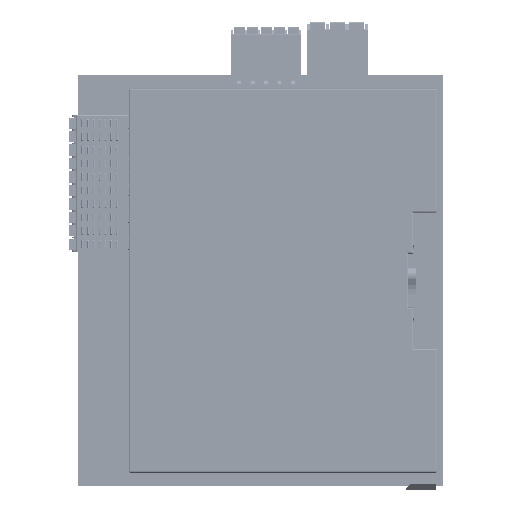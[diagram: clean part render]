
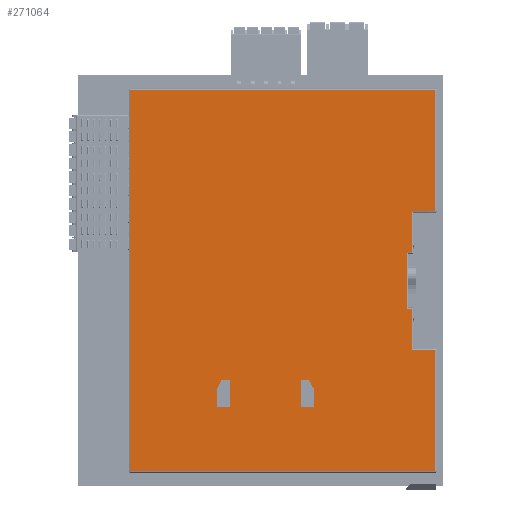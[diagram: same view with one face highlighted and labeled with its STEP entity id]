
A CAD part, left-side view. The second image highlights one B-rep face of the part: STEP entity #271064.
In plain terms, the highlighted planar face has unit normal (-1, 0, 0).
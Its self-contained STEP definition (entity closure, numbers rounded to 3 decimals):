
#201682=DIRECTION('',(0.,-1.,0.));
#201683=VECTOR('',#201682,79.4);
#201684=CARTESIAN_POINT('',(-15.,79.8,-49.6));
#201685=LINE('',#201684,#201683);
#201705=DIRECTION('',(0.,0.,1.));
#201706=VECTOR('',#201705,31.5);
#201707=CARTESIAN_POINT('',(-15.,0.4,-49.6));
#201708=LINE('',#201707,#201706);
#201724=DIRECTION('',(0.,1.,0.));
#201725=VECTOR('',#201724,6.1);
#201726=CARTESIAN_POINT('',(-15.,0.4,-18.1));
#201727=LINE('',#201726,#201725);
#201741=DIRECTION('',(0.,0.472,
-0.882));
#201742=VECTOR('',#201741,2.549);
#201743=CARTESIAN_POINT('',(-15.,56.081,-26.));
#201744=LINE('',#201743,#201742);
#201745=DIRECTION('',(0.,0.472,0.882));
#201746=VECTOR('',#201745,2.549);
#201747=CARTESIAN_POINT('',(-15.,32.017,-28.248));
#201748=LINE('',#201747,#201746);
#201749=DIRECTION('',(0.,0.,1.));
#201750=VECTOR('',#201749,31.5);
#201751=CARTESIAN_POINT('',(-15.,0.4,18.1));
#201752=LINE('',#201751,#201750);
#207220=DIRECTION('',(0.,-1.,0.));
#207221=VECTOR('',#207220,1.3);
#207222=CARTESIAN_POINT('',(-15.,7.8,7.4));
#207223=LINE('',#207222,#207221);
#207233=DIRECTION('',(0.,0.,1.));
#207234=VECTOR('',#207233,14.8);
#207235=CARTESIAN_POINT('',(-15.,7.8,-7.4));
#207236=LINE('',#207235,#207234);
#207250=DIRECTION('',(0.,1.,0.));
#207251=VECTOR('',#207250,1.3);
#207252=CARTESIAN_POINT('',(-15.,6.5,-7.4));
#207253=LINE('',#207252,#207251);
#207307=DIRECTION('',(0.,0.,1.));
#207308=VECTOR('',#207307,10.7);
#207309=CARTESIAN_POINT('',(-15.,6.5,-18.1));
#207310=LINE('',#207309,#207308);
#207311=DIRECTION('',(0.,0.,1.));
#207312=VECTOR('',#207311,10.7);
#207313=CARTESIAN_POINT('',(-15.,6.5,7.4));
#207314=LINE('',#207313,#207312);
#207332=DIRECTION('',(0.,-1.,0.));
#207333=VECTOR('',#207332,6.1);
#207334=CARTESIAN_POINT('',(-15.,6.5,18.1));
#207335=LINE('',#207334,#207333);
#220172=DIRECTION('',(0.,1.,0.));
#220173=VECTOR('',#220172,79.4);
#220174=CARTESIAN_POINT('',(-15.,0.4,49.6));
#220175=LINE('',#220174,#220173);
#220199=DIRECTION('',(0.,0.,-1.));
#220200=VECTOR('',#220199,99.2);
#220201=CARTESIAN_POINT('',(-15.,79.8,49.6));
#220202=LINE('',#220201,#220200);
#232878=DIRECTION('',(0.,-1.,0.));
#232879=VECTOR('',#232878,2.231);
#232880=CARTESIAN_POINT('',(-15.,56.081,-26.));
#232881=LINE('',#232880,#232879);
#232902=DIRECTION('',(0.,0.,1.));
#232903=VECTOR('',#232902,4.752);
#232904=CARTESIAN_POINT('',(-15.,57.283,-33.));
#232905=LINE('',#232904,#232903);
#232910=DIRECTION('',(0.,-1.,0.));
#232911=VECTOR('',#232910,3.433);
#232912=CARTESIAN_POINT('',(-15.,57.283,-33.));
#232913=LINE('',#232912,#232911);
#232926=DIRECTION('',(0.,0.,1.));
#232927=VECTOR('',#232926,7.);
#232928=CARTESIAN_POINT('',(-15.,53.85,-33.));
#232929=LINE('',#232928,#232927);
#232938=DIRECTION('',(0.,0.,1.));
#232939=VECTOR('',#232938,4.752);
#232940=CARTESIAN_POINT('',(-15.,32.017,-33.));
#232941=LINE('',#232940,#232939);
#232958=DIRECTION('',(0.,-1.,0.));
#232959=VECTOR('',#232958,3.433);
#232960=CARTESIAN_POINT('',(-15.,35.45,-33.));
#232961=LINE('',#232960,#232959);
#232970=DIRECTION('',(0.,0.,1.));
#232971=VECTOR('',#232970,7.);
#232972=CARTESIAN_POINT('',(-15.,35.45,-33.));
#232973=LINE('',#232972,#232971);
#232982=DIRECTION('',(0.,-1.,0.));
#232983=VECTOR('',#232982,2.231);
#232984=CARTESIAN_POINT('',(-15.,35.45,-26.));
#232985=LINE('',#232984,#232983);
#255225=CARTESIAN_POINT('',(-15.,79.8,-49.6));
#255226=VERTEX_POINT('',#255225);
#255228=CARTESIAN_POINT('',(-15.,0.4,-49.6));
#255230=VERTEX_POINT('',#255228);
#255234=CARTESIAN_POINT('',(-15.,0.4,-18.1));
#255236=VERTEX_POINT('',#255234);
#255239=CARTESIAN_POINT('',(-15.,6.5,-18.1));
#255240=VERTEX_POINT('',#255239);
#255242=CARTESIAN_POINT('',(-15.,0.4,18.1));
#255243=CARTESIAN_POINT('',(-15.,0.4,49.6));
#255244=VERTEX_POINT('',#255242);
#255245=VERTEX_POINT('',#255243);
#255246=CARTESIAN_POINT('',(-15.,79.8,49.6));
#255247=VERTEX_POINT('',#255246);
#255248=CARTESIAN_POINT('',(-15.,6.5,-7.4));
#255249=VERTEX_POINT('',#255248);
#255250=CARTESIAN_POINT('',(-15.,7.8,-7.4));
#255251=VERTEX_POINT('',#255250);
#255252=CARTESIAN_POINT('',(-15.,7.8,7.4));
#255253=VERTEX_POINT('',#255252);
#255254=CARTESIAN_POINT('',(-15.,6.5,7.4));
#255255=VERTEX_POINT('',#255254);
#255256=CARTESIAN_POINT('',(-15.,6.5,18.1));
#255257=VERTEX_POINT('',#255256);
#255258=CARTESIAN_POINT('',(-15.,56.081,-26.));
#255259=CARTESIAN_POINT('',(-15.,53.85,-26.));
#255260=VERTEX_POINT('',#255258);
#255261=VERTEX_POINT('',#255259);
#255262=CARTESIAN_POINT('',(-15.,53.85,-33.));
#255263=VERTEX_POINT('',#255262);
#255264=CARTESIAN_POINT('',(-15.,57.283,-33.));
#255265=VERTEX_POINT('',#255264);
#255266=CARTESIAN_POINT('',(-15.,57.283,-28.248));
#255267=VERTEX_POINT('',#255266);
#255268=CARTESIAN_POINT('',(-15.,32.017,-33.));
#255269=CARTESIAN_POINT('',(-15.,32.017,-28.248));
#255270=VERTEX_POINT('',#255268);
#255271=VERTEX_POINT('',#255269);
#255272=CARTESIAN_POINT('',(-15.,35.45,-33.));
#255273=VERTEX_POINT('',#255272);
#255274=CARTESIAN_POINT('',(-15.,35.45,-26.));
#255275=VERTEX_POINT('',#255274);
#255276=CARTESIAN_POINT('',(-15.,33.219,-26.));
#255277=VERTEX_POINT('',#255276);
#271012=CARTESIAN_POINT('',(-15.,40.1,0.));
#271013=DIRECTION('',(1.,0.,0.));
#271014=DIRECTION('',(0.,0.,1.));
#271015=AXIS2_PLACEMENT_3D('',#271012,#271013,#271014);
#271016=PLANE('',#271015);
#271018=ORIENTED_EDGE('',*,*,#271017,.F.);
#271020=ORIENTED_EDGE('',*,*,#271019,.F.);
#271022=ORIENTED_EDGE('',*,*,#271021,.F.);
#271024=ORIENTED_EDGE('',*,*,#271023,.F.);
#271026=ORIENTED_EDGE('',*,*,#271025,.F.);
#271028=ORIENTED_EDGE('',*,*,#271027,.F.);
#271030=ORIENTED_EDGE('',*,*,#271029,.F.);
#271031=ORIENTED_EDGE('',*,*,#271003,.F.);
#271032=ORIENTED_EDGE('',*,*,#270979,.F.);
#271033=ORIENTED_EDGE('',*,*,#270951,.F.);
#271035=ORIENTED_EDGE('',*,*,#271034,.F.);
#271037=ORIENTED_EDGE('',*,*,#271036,.F.);
#271038=EDGE_LOOP('',(#271018,#271020,#271022,#271024,#271026,#271028,#271030,
#271031,#271032,#271033,#271035,#271037));
#271039=FACE_OUTER_BOUND('',#271038,.F.);
#271041=ORIENTED_EDGE('',*,*,#271040,.F.);
#271043=ORIENTED_EDGE('',*,*,#271042,.T.);
#271045=ORIENTED_EDGE('',*,*,#271044,.F.);
#271047=ORIENTED_EDGE('',*,*,#271046,.T.);
#271049=ORIENTED_EDGE('',*,*,#271048,.T.);
#271050=EDGE_LOOP('',(#271041,#271043,#271045,#271047,#271049));
#271051=FACE_BOUND('',#271050,.F.);
#271053=ORIENTED_EDGE('',*,*,#271052,.T.);
#271055=ORIENTED_EDGE('',*,*,#271054,.T.);
#271057=ORIENTED_EDGE('',*,*,#271056,.F.);
#271059=ORIENTED_EDGE('',*,*,#271058,.F.);
#271061=ORIENTED_EDGE('',*,*,#271060,.T.);
#271062=EDGE_LOOP('',(#271053,#271055,#271057,#271059,#271061));
#271063=FACE_BOUND('',#271062,.F.);
#271064=ADVANCED_FACE('',(#271039,#271051,#271063),#271016,.F.);
#270951=EDGE_CURVE('',#255226,#255230,#201685,.T.);
#270979=EDGE_CURVE('',#255230,#255236,#201708,.T.);
#271003=EDGE_CURVE('',#255236,#255240,#201727,.T.);
#271017=EDGE_CURVE('',#255244,#255245,#201752,.T.);
#271019=EDGE_CURVE('',#255257,#255244,#207335,.T.);
#271021=EDGE_CURVE('',#255255,#255257,#207314,.T.);
#271023=EDGE_CURVE('',#255253,#255255,#207223,.T.);
#271025=EDGE_CURVE('',#255251,#255253,#207236,.T.);
#271027=EDGE_CURVE('',#255249,#255251,#207253,.T.);
#271029=EDGE_CURVE('',#255240,#255249,#207310,.T.);
#271034=EDGE_CURVE('',#255247,#255226,#220202,.T.);
#271036=EDGE_CURVE('',#255245,#255247,#220175,.T.);
#271040=EDGE_CURVE('',#255260,#255261,#232881,.T.);
#271042=EDGE_CURVE('',#255260,#255267,#201744,.T.);
#271044=EDGE_CURVE('',#255265,#255267,#232905,.T.);
#271046=EDGE_CURVE('',#255265,#255263,#232913,.T.);
#271048=EDGE_CURVE('',#255263,#255261,#232929,.T.);
#271052=EDGE_CURVE('',#255270,#255271,#232941,.T.);
#271054=EDGE_CURVE('',#255271,#255277,#201748,.T.);
#271056=EDGE_CURVE('',#255275,#255277,#232985,.T.);
#271058=EDGE_CURVE('',#255273,#255275,#232973,.T.);
#271060=EDGE_CURVE('',#255273,#255270,#232961,.T.);
